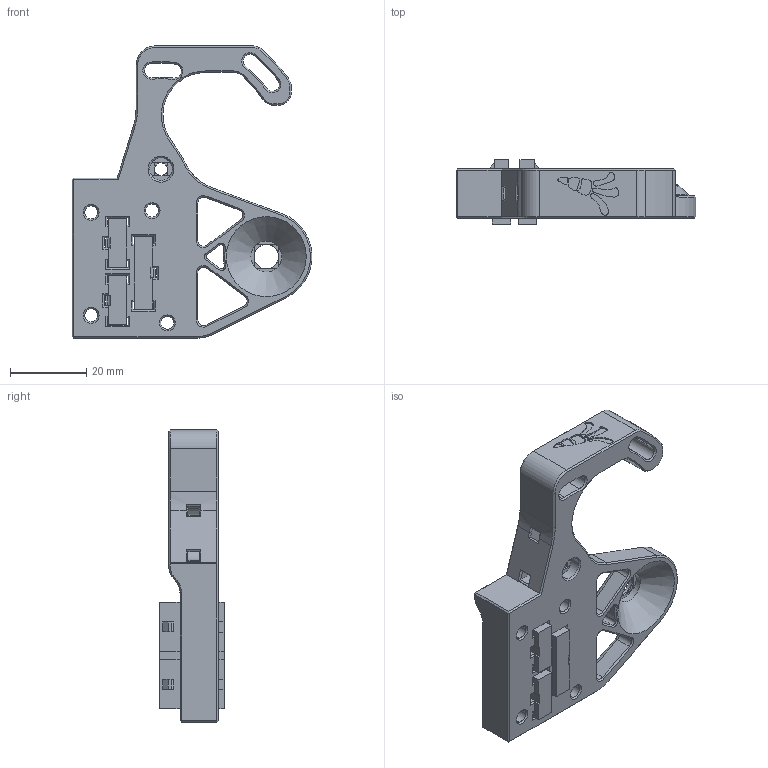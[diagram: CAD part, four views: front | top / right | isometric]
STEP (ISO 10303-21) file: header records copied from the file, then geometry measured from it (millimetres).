
FILE_DESCRIPTION(/* description */ (''),/* implementation_level */ '2;1');
FILE_NAME(/* name */ 'Motor Arm NEMA14 (GS)-6pins.step',/* time_stamp */ '2023-12-21T14:41:37+01:00',/* author */ (''),/* organization */ (''),/* preprocessor_version */ 'ST-DEVELOPER v20',/* originating_system */ 'Autodesk Translation Framework v12.14.0.127',/* authorisation */ '');
FILE_SCHEMA (('AUTOMOTIVE_DESIGN { 1 0 10303 214 3 1 1 }'));
Length unit declared in the file: millimetre
Products named in the file (3): Motor Arm NEMA14 (GS); Molex Microfit3 6 pins v1 (1); Molex Microfit3 4 pins v1
Assembly tree (2 placements, depth 2):
  Motor Arm NEMA14 (GS)
    Molex Microfit3 6 pins v1 (1)
    Molex Microfit3 4 pins v1
Bounding box: 62.98 x 16.92 x 76.73 mm (x, y, z)
Volume: 23854.8 mm3; surface area: 14804.3 mm2
Topology: 4 solids, 4 shells, 684 faces, 1717 edges, 1066 vertices
Faces by surface type: plane 450, bspline 97, cone 72, cylinder 63, torus 2
Full cylindrical faces by diameter (mm): 3.4 x5, 4.7 x1, 6 x5, 6.4 x1, 8.2 x1
Entity records: 26176 total; most frequent: CARTESIAN_POINT 10199, ORIENTED_EDGE 3434, DIRECTION 2982, EDGE_CURVE 1717, LINE 1268, VECTOR 1268, VERTEX_POINT 1066, AXIS2_PLACEMENT_3D 857
